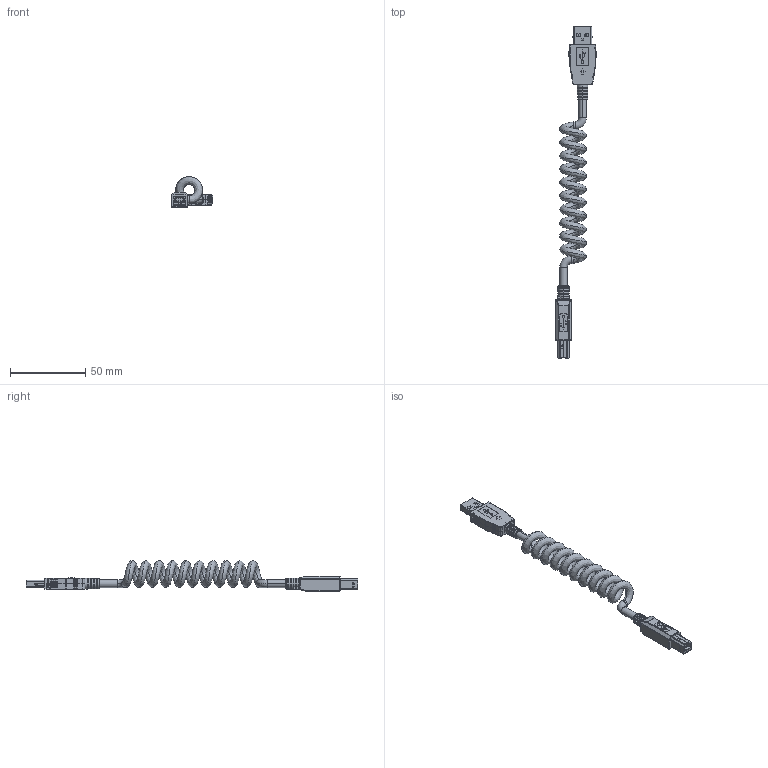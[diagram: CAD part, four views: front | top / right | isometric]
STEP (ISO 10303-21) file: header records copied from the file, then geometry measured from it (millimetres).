
FILE_DESCRIPTION (( 'STEP AP203' ), '1' );
FILE_NAME ('COILUAB.STEP', '2013-03-29T15:13:34', ( 'x' ), ( '' ), 'SwSTEP 2.0', 'SolidWorks 2012', '' );
FILE_SCHEMA (( 'CONFIG_CONTROL_DESIGN' ));
Products named in the file (22): COILUAB; 3AB06-056; 1AY01-200; 1AA05-035_Cable Clamp Hidden; 1AA05-035-MA8___; 1AA05-035-MA7___; 1AA05-035-MA4___; 1AA05-035-MA3___; 1AA05-035-MA2___; 1AA05-035-MA1___; 1AA05-035-MA6_Cable Clamp Cut; 1AA05-035-MA5___; 3AB06-026_WITH NEW LOGO; MTN-160_WITH NEW LOGO; 1AA05-004; 1AA05-004-MA2_NOT CRIMPED; 1AA05-004-MA1; 1AA05-004 COMBINE___; 1AA05-045-MA2; 1AA05-045-MA1; 1AA05-004(USB B STR MALE SOLDER TYPE HOUSING ASSEMBLY)___; COILUAB-MA1
Assembly tree (23 placements, depth 5):
  COILUAB
    COILUAB-MA1
    3AB06-026_WITH NEW LOGO
      1AA05-004
        1AA05-004 COMBINE___
          1AA05-004(USB B STR MALE SOLDER TYPE HOUSING ASSEMBLY)___
          1AA05-045-MA1  x2
          1AA05-045-MA2  x2
        1AA05-004-MA1
        1AA05-004-MA2_NOT CRIMPED
      MTN-160_WITH NEW LOGO
    3AB06-056
      1AA05-035_Cable Clamp Hidden
        1AA05-035-MA5___
        1AA05-035-MA6_Cable Clamp Cut
        1AA05-035-MA1___
        1AA05-035-MA2___
        1AA05-035-MA3___
        1AA05-035-MA4___
        1AA05-035-MA7___
        1AA05-035-MA8___
      1AY01-200
Bounding box: 27.55 x 220.05 x 20.24 mm (x, y, z)
Volume: 15886.5 mm3; surface area: 20064.6 mm2
Topology: 24 solids, 28 shells, 2266 faces, 5962 edges, 3774 vertices
Faces by surface type: plane 1391, cylinder 617, bspline 120, torus 114, sphere 22, cone 2
Entity records: 75154 total; most frequent: CARTESIAN_POINT 19278, ORIENTED_EDGE 11356, DIRECTION 10817, EDGE_CURVE 5678, LINE 4091, VECTOR 4091, VERTEX_POINT 3622, AXIS2_PLACEMENT_3D 3363
